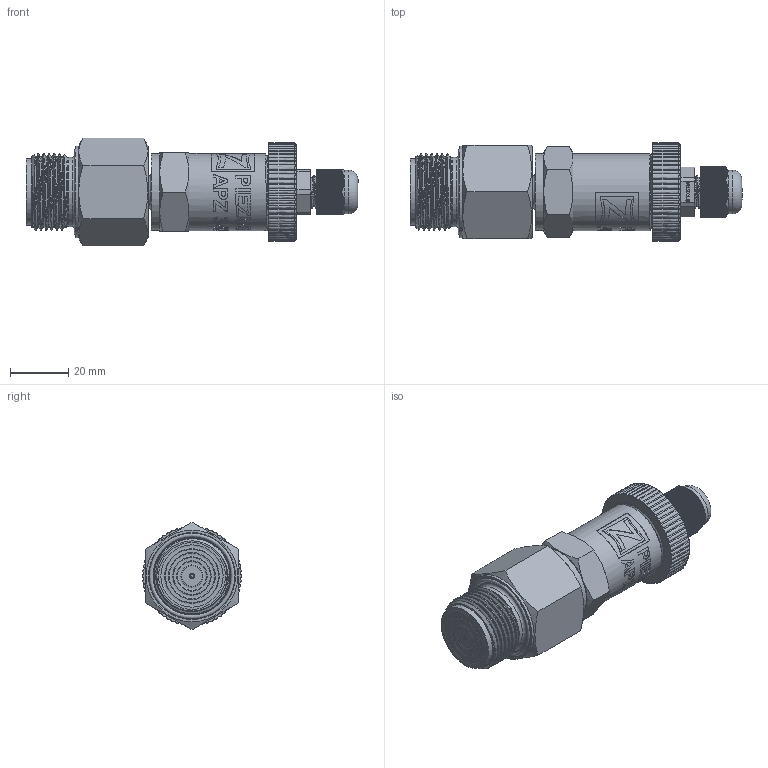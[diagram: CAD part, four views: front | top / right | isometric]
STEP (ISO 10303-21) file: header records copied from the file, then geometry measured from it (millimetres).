
FILE_DESCRIPTION(/* description */ (''),/* implementation_level */ '2;1');
FILE_NAME(/* name */ 'APZ3420m_G3''4DIN-flush_2.step',/* time_stamp */ '2021-07-06T15:17:31+03:00',/* author */ (''),/* organization */ (''),/* preprocessor_version */ 'ST-DEVELOPER v18.1',/* originating_system */ 'Autodesk Translation Framework v10.9.0.1377',/* authorisation */ '');
FILE_SCHEMA (('AUTOMOTIVE_DESIGN { 1 0 10303 214 3 1 1 }','INTEGRATED_CNC_SCHEMA'));
Length unit declared in the file: millimetre
Products named in the file (9): АПЗ 3420м заполненная; G 1/4 EN; OMAL nut M27x1.5; Ш100.000.001; M12x1.5 Cable gland; Cable gland; Rubber gasket; M12 Domed nut; G3'4DIN diaphragm 23 v5
Assembly tree (7 placements, depth 3):
  АПЗ 3420м заполненная
    G 1/4 EN
    OMAL nut M27x1.5
    Ш100.000.001
    M12x1.5 Cable gland
      Cable gland
      Rubber gasket
      M12 Domed nut
  G3'4DIN diaphragm 23 v5
Bounding box: 114.16 x 34 x 36.95 mm (x, y, z)
Volume: 63027.9 mm3; surface area: 24326.8 mm2
Topology: 9 solids, 9 shells, 2807 faces, 8184 edges, 5455 vertices
Faces by surface type: plane 1511, cylinder 800, bspline 444, cone 33, torus 18, sphere 1
Full cylindrical faces by diameter (mm): 1 x6, 2 x1, 3.3 x1, 4 x1, 5 x2, 5.1 x1, 7.5 x1, 8 x2, 9.5 x2, 9.976 x5, 10 x6, 10.376 x4, 10.526 x3, 11 x1, 11.445 x4, 11.6 x4, 12 x5, 12.203 x3, 12.6 x1, 13.157 x9, 15 x1, 17 x1, 21.4 x2, 22.3 x1, 22.4 x1, 23 x1, 24 x1, 24.117 x6, 24.5 x1, 25.132 x4
Entity records: 127690 total; most frequent: CARTESIAN_POINT 56880, ORIENTED_EDGE 16366, DIRECTION 12661, EDGE_CURVE 8183, VERTEX_POINT 5455, LINE 4359, VECTOR 4359, AXIS2_PLACEMENT_3D 4151
